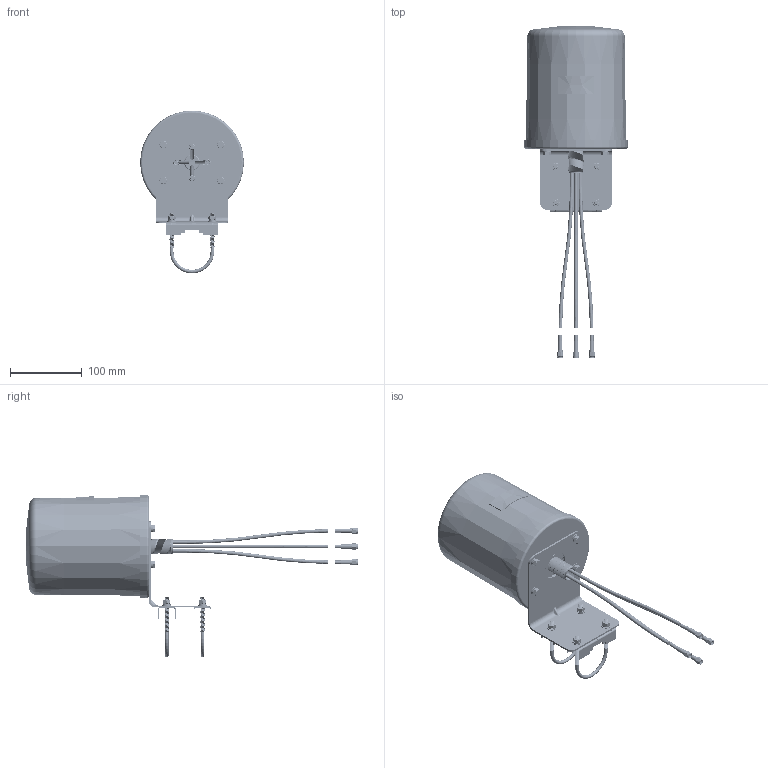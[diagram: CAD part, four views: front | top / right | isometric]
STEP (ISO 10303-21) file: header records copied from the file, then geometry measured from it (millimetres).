
FILE_DESCRIPTION (( 'STEP AP214' ), '1' );
FILE_NAME ('FMANOM1164_3D.step', '2024-03-05T16:43:42', ( '' ), ( '' ), 'SwSTEP 2.0', 'SolidWorks 2022', '' );
FILE_SCHEMA (( 'AUTOMOTIVE_DESIGN' ));
Length unit declared in the file: inch
Products named in the file (16): FMANOM1164_3D; PE4769-LV; CB401W5G_04B^PEANOM1162_FMANOM1164; JM_TA_02^PEANOM1162_FMANOM1164; PEANOM1162^FMANOM1164; CB401W5G_03^PEANOM1162_FMANOM1164; HM6X20^PEANOM1162_FMANOM1164; DIANPIAN_6X13X1^PEANOM1162_FMANOM1164; KM3X10^PEANOM1162_FMANOM1164; LUOMU_M6^PEANOM1162_FMANOM1164; TANJIE_6^PEANOM1162_FMANOM1164; Part54^FMANOM1164; DIANLAN125^PEANOM1162_FMANOM1164; ZHIJIA^PEANOM1162_FMANOM1164; WXFFG06A_03^PEANOM1162_FMANOM1164; JM_TA_03^PEANOM1162_FMANOM1164
Assembly tree (43 placements, depth 3):
  FMANOM1164_3D
    PEANOM1162^FMANOM1164
      CB401W5G_03^PEANOM1162_FMANOM1164
      CB401W5G_04B^PEANOM1162_FMANOM1164
      WXFFG06A_03^PEANOM1162_FMANOM1164
      KM3X10^PEANOM1162_FMANOM1164  x4
      ZHIJIA^PEANOM1162_FMANOM1164
      JM_TA_02^PEANOM1162_FMANOM1164  x2
      JM_TA_03^PEANOM1162_FMANOM1164  x2
      DIANPIAN_6X13X1^PEANOM1162_FMANOM1164  x8
      TANJIE_6^PEANOM1162_FMANOM1164  x8
      LUOMU_M6^PEANOM1162_FMANOM1164  x4
      HM6X20^PEANOM1162_FMANOM1164  x4
      DIANLAN125^PEANOM1162_FMANOM1164
    Part54^FMANOM1164
    PE4769-LV  x4
Bounding box: 145 x 463.79 x 227.5 mm (x, y, z)
Volume: 350027.6 mm3; surface area: 340958.6 mm2
Topology: 53 solids, 53 shells, 1945 faces, 5899 edges, 4123 vertices
Faces by surface type: plane 699, cylinder 609, bspline 357, cone 234, torus 42, sphere 4
Entity records: 86542 total; most frequent: CARTESIAN_POINT 59899, ORIENTED_EDGE 6132, DIRECTION 4282, EDGE_CURVE 3066, VERTEX_POINT 2114, AXIS2_PLACEMENT_3D 1526, LINE 1230, VECTOR 1230
